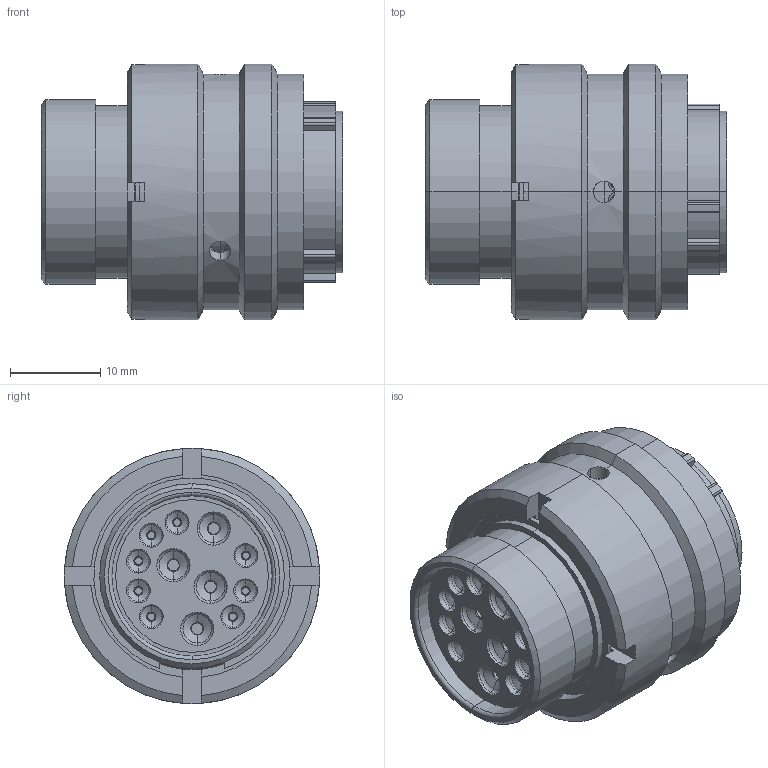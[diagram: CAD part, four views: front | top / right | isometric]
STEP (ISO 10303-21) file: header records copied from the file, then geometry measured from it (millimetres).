
FILE_DESCRIPTION (( 'STEP AP214' ), '1' );
FILE_NAME ('AS614-97PA.STEP', '2020-06-05T11:20:37', ( 'TE Connectivity' ), ( 'TE Connectivity' ), 'SwSTEP 2.0', 'SolidWorks 2016', '' );
FILE_SCHEMA (( 'AUTOMOTIVE_DESIGN' ));
Length unit declared in the file: millimetre
Products named in the file (1): AS614-97PA
Bounding box: 33.37 x 28.3 x 28.3 mm (x, y, z)
Volume: 10423.5 mm3; surface area: 12268.7 mm2
Topology: 22 solids, 22 shells, 1056 faces, 2571 edges, 1604 vertices
Faces by surface type: plane 351, cylinder 334, torus 250, cone 108, bspline 9, sphere 4
Entity records: 48660 total; most frequent: CARTESIAN_POINT 13008, ORIENTED_EDGE 5122, DIRECTION 4845, EDGE_CURVE 2561, AXIS2_PLACEMENT_3D 2107, VERTEX_POINT 1598, EDGE_LOOP 1163, UNCERTAINTY_MEASURE_WITH_UNIT 1078
